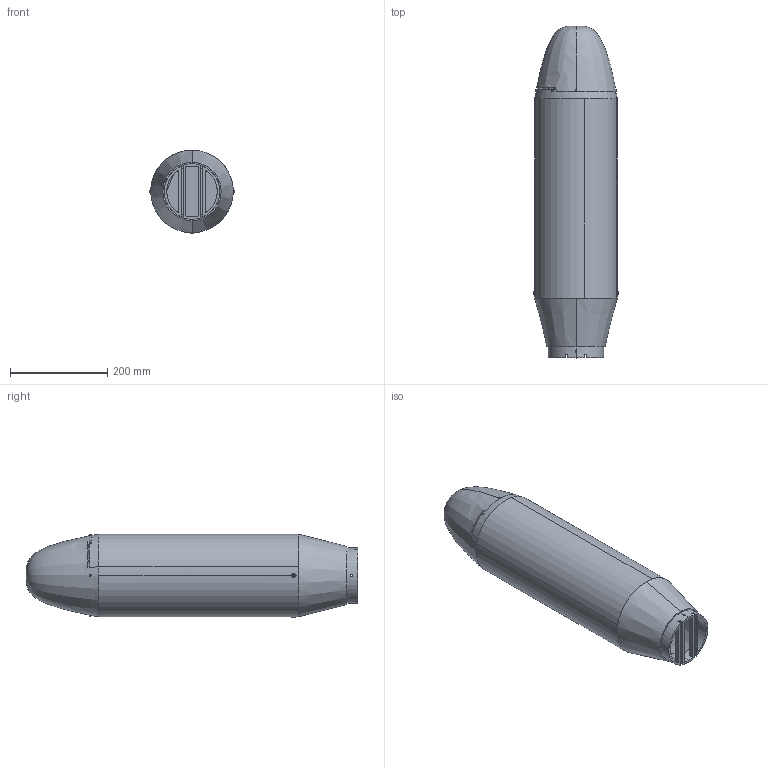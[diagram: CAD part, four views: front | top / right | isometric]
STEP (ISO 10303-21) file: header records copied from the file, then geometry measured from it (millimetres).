
FILE_DESCRIPTION (( 'STEP AP214' ), '1' );
FILE_NAME ('NoseConeAssemblyV2.STEP', '2025-01-01T18:09:31', ( '' ), ( '' ), 'SwSTEP 2.0', 'SolidWorks 2024', '' );
FILE_SCHEMA (( 'AUTOMOTIVE_DESIGN' ));
Length unit declared in the file: millimetre
Products named in the file (7): M2 Head Hex_91239A706; NoseCone; NoseConeAssemblyV2; NoseConeCover; M4 10MM_91239A144; NosePlate; Transition Cone
Assembly tree (11 placements, depth 2):
  NoseConeAssemblyV2
    NoseCone
    NosePlate
    NoseConeCover
    Transition Cone
    M2 Head Hex_91239A706  x4
    M4 10MM_91239A144  x3
Bounding box: 174.4 x 683 x 172.2 mm (x, y, z)
Volume: 1494118.3 mm3; surface area: 777261.3 mm2
Topology: 11 solids, 11 shells, 388 faces, 972 edges, 598 vertices
Faces by surface type: plane 138, cylinder 132, cone 96, sphere 14, bspline 8
Entity records: 11332 total; most frequent: CARTESIAN_POINT 4516, ORIENTED_EDGE 1434, DIRECTION 1327, EDGE_CURVE 717, AXIS2_PLACEMENT_3D 508, VERTEX_POINT 458, LINE 311, VECTOR 311
